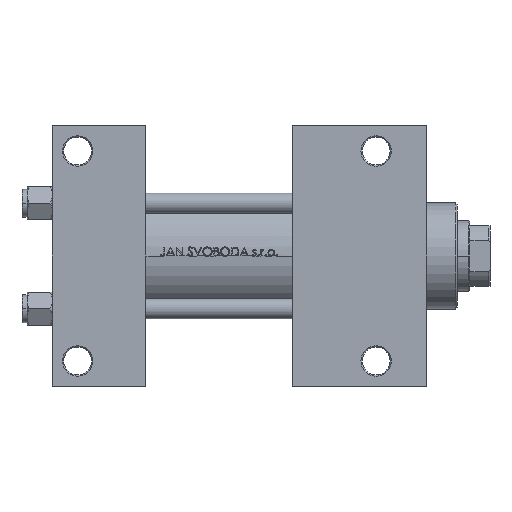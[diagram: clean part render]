
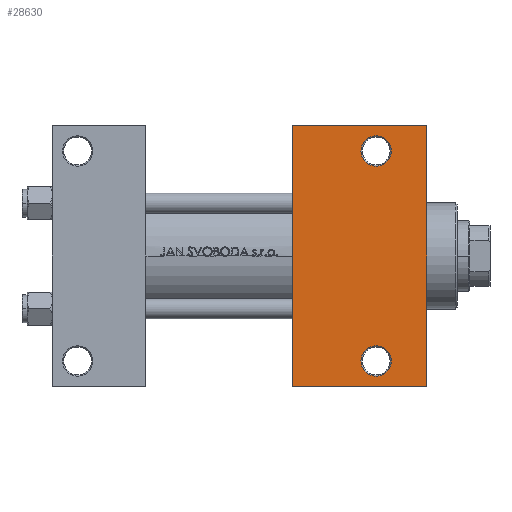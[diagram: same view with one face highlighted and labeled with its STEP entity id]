
A CAD part, front view. The second image highlights one B-rep face of the part: STEP entity #28630.
In plain terms, the highlighted face is planar.
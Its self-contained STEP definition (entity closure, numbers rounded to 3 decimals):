
#416 = VERTEX_POINT ( 'NONE', #25565 ) ;
#1595 = CARTESIAN_POINT ( 'NONE',  ( 122., -41.5, -30. ) ) ;
#2022 = DIRECTION ( 'NONE',  ( 0., 1., 0. ) ) ;
#2616 = LINE ( 'NONE', #10429, #7523 ) ;
#3666 = AXIS2_PLACEMENT_3D ( 'NONE', #16700, #13167, #24478 ) ;
#5371 = CARTESIAN_POINT ( 'NONE',  ( 95., -51.5, -30. ) ) ;
#6115 = ORIENTED_EDGE ( 'NONE', *, *, #13757, .T. ) ;
#7000 = ORIENTED_EDGE ( 'NONE', *, *, #43695, .T. ) ;
#7523 = VECTOR ( 'NONE', #37828, 1000. ) ;
#7575 = VERTEX_POINT ( 'NONE', #40574 ) ;
#8114 = CARTESIAN_POINT ( 'NONE',  ( 128., 41.5, -30. ) ) ;
#8399 = VECTOR ( 'NONE', #14482, 1000. ) ;
#9595 = AXIS2_PLACEMENT_3D ( 'NONE', #8114, #49574, #34538 ) ;
#9831 = DIRECTION ( 'NONE',  ( 0., 0., 1. ) ) ;
#10316 = FACE_OUTER_BOUND ( 'NONE', #26995, .T. ) ;
#10429 = CARTESIAN_POINT ( 'NONE',  ( 95., 30., -30. ) ) ;
#11400 = ORIENTED_EDGE ( 'NONE', *, *, #15438, .T. ) ;
#12736 = CARTESIAN_POINT ( 'NONE',  ( 148., 30., -30. ) ) ;
#13167 = DIRECTION ( 'NONE',  ( 0., 0., 1. ) ) ;
#13180 = LINE ( 'NONE', #5371, #16790 ) ;
#13276 = ORIENTED_EDGE ( 'NONE', *, *, #29975, .T. ) ;
#13757 = EDGE_CURVE ( 'NONE', #7575, #44753, #27687, .T. ) ;
#14482 = DIRECTION ( 'NONE',  ( 1., 0., 0. ) ) ;
#15438 = EDGE_CURVE ( 'NONE', #44753, #7575, #41383, .T. ) ;
#16700 = CARTESIAN_POINT ( 'NONE',  ( 128., -41.5, -30. ) ) ;
#16790 = VECTOR ( 'NONE', #40307, 1000. ) ;
#18336 = CIRCLE ( 'NONE', #24748, 6. ) ;
#18372 = FACE_BOUND ( 'NONE', #32363, .T. ) ;
#19262 = CARTESIAN_POINT ( 'NONE',  ( 95., 51.5, -30. ) ) ;
#20647 = EDGE_LOOP ( 'NONE', ( #24021, #37041 ) ) ;
#21641 = DIRECTION ( 'NONE',  ( 0., 0., -1. ) ) ;
#22273 = LINE ( 'NONE', #37597, #8399 ) ;
#23290 = VERTEX_POINT ( 'NONE', #24227 ) ;
#24021 = ORIENTED_EDGE ( 'NONE', *, *, #44923, .T. ) ;
#24227 = CARTESIAN_POINT ( 'NONE',  ( 134., 41.5, -30. ) ) ;
#24478 = DIRECTION ( 'NONE',  ( 0., 1., 0. ) ) ;
#24748 = AXIS2_PLACEMENT_3D ( 'NONE', #30987, #27448, #47032 ) ;
#25565 = CARTESIAN_POINT ( 'NONE',  ( 95., -51.5, -30. ) ) ;
#25639 = DIRECTION ( 'NONE',  ( 0., 1., 0. ) ) ;
#26995 = EDGE_LOOP ( 'NONE', ( #40367, #13276, #41132, #7000 ) ) ;
#27378 = EDGE_CURVE ( 'NONE', #48340, #416, #2616, .T. ) ;
#27448 = DIRECTION ( 'NONE',  ( 0., 0., 1. ) ) ;
#27687 = CIRCLE ( 'NONE', #32517, 6. ) ;
#28123 = EDGE_CURVE ( 'NONE', #34526, #29082, #44357, .T. ) ;
#28555 = DIRECTION ( 'NONE',  ( 0., -1., 0. ) ) ;
#28630 = ADVANCED_FACE ( 'NONE', ( #48020, #18372, #10316 ), #32728, .T. ) ;
#29082 = VERTEX_POINT ( 'NONE', #48265 ) ;
#29234 = VECTOR ( 'NONE', #28555, 1000. ) ;
#29975 = EDGE_CURVE ( 'NONE', #48340, #34526, #22273, .T. ) ;
#30987 = CARTESIAN_POINT ( 'NONE',  ( 128., 41.5, -30. ) ) ;
#32363 = EDGE_LOOP ( 'NONE', ( #11400, #6115 ) ) ;
#32517 = AXIS2_PLACEMENT_3D ( 'NONE', #39514, #9831, #2022 ) ;
#32728 = PLANE ( 'NONE',  #36459 ) ;
#34526 = VERTEX_POINT ( 'NONE', #39719 ) ;
#34538 = DIRECTION ( 'NONE',  ( 0., 1., 0. ) ) ;
#36459 = AXIS2_PLACEMENT_3D ( 'NONE', #44487, #21641, #25639 ) ;
#37041 = ORIENTED_EDGE ( 'NONE', *, *, #42294, .T. ) ;
#37597 = CARTESIAN_POINT ( 'NONE',  ( 95., 51.5, -30. ) ) ;
#37828 = DIRECTION ( 'NONE',  ( 0., -1., 0. ) ) ;
#39514 = CARTESIAN_POINT ( 'NONE',  ( 128., -41.5, -30. ) ) ;
#39719 = CARTESIAN_POINT ( 'NONE',  ( 148., 51.5, -30. ) ) ;
#39843 = VERTEX_POINT ( 'NONE', #43330 ) ;
#40307 = DIRECTION ( 'NONE',  ( -1., 0., 0. ) ) ;
#40367 = ORIENTED_EDGE ( 'NONE', *, *, #27378, .F. ) ;
#40574 = CARTESIAN_POINT ( 'NONE',  ( 134., -41.5, -30. ) ) ;
#41132 = ORIENTED_EDGE ( 'NONE', *, *, #28123, .T. ) ;
#41383 = CIRCLE ( 'NONE', #3666, 6. ) ;
#42294 = EDGE_CURVE ( 'NONE', #23290, #39843, #18336, .T. ) ;
#43330 = CARTESIAN_POINT ( 'NONE',  ( 122., 41.5, -30. ) ) ;
#43695 = EDGE_CURVE ( 'NONE', #29082, #416, #13180, .T. ) ;
#44357 = LINE ( 'NONE', #12736, #29234 ) ;
#44487 = CARTESIAN_POINT ( 'NONE',  ( 148., 30., -30. ) ) ;
#44753 = VERTEX_POINT ( 'NONE', #1595 ) ;
#44923 = EDGE_CURVE ( 'NONE', #39843, #23290, #47299, .T. ) ;
#47032 = DIRECTION ( 'NONE',  ( 0., 1., 0. ) ) ;
#47299 = CIRCLE ( 'NONE', #9595, 6. ) ;
#48020 = FACE_BOUND ( 'NONE', #20647, .T. ) ;
#48265 = CARTESIAN_POINT ( 'NONE',  ( 148., -51.5, -30. ) ) ;
#48340 = VERTEX_POINT ( 'NONE', #19262 ) ;
#49574 = DIRECTION ( 'NONE',  ( 0., 0., 1. ) ) ;
